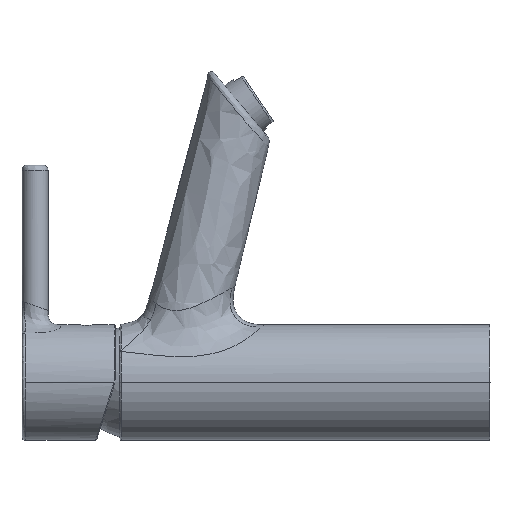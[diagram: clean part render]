
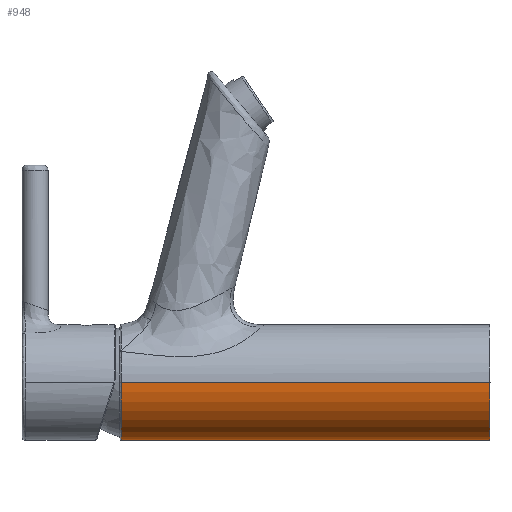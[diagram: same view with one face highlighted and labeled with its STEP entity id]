
A CAD part, left-side view. The second image highlights one B-rep face of the part: STEP entity #948.
In plain terms, the highlighted cylindrical face has radius 23.25 mm (diameter 46.5 mm), a partial arc.
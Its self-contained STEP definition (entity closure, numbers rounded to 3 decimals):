
#215 = EDGE_LOOP ( 'NONE', ( #8373, #3137, #1811, #8462 ) ) ;
#439 = CARTESIAN_POINT ( 'NONE',  ( 0., 143.5, 0. ) ) ;
#718 = AXIS2_PLACEMENT_3D ( 'NONE', #439, #1950, #8915 ) ;
#925 = DIRECTION ( 'NONE',  ( 0., 1., 0. ) ) ;
#948 = ADVANCED_FACE ( 'NONE', ( #5148 ), #2828, .T. ) ;
#1377 = VERTEX_POINT ( 'NONE', #7606 ) ;
#1685 = VERTEX_POINT ( 'NONE', #6234 ) ;
#1811 = ORIENTED_EDGE ( 'NONE', *, *, #2132, .T. ) ;
#1898 = CARTESIAN_POINT ( 'NONE',  ( 0., 72., 0. ) ) ;
#1950 = DIRECTION ( 'NONE',  ( 0., -1., 0. ) ) ;
#1988 = VERTEX_POINT ( 'NONE', #5750 ) ;
#2132 = EDGE_CURVE ( 'NONE', #2368, #1377, #6370, .T. ) ;
#2368 = VERTEX_POINT ( 'NONE', #9708 ) ;
#2448 = AXIS2_PLACEMENT_3D ( 'NONE', #1898, #6537, #5690 ) ;
#2828 = CYLINDRICAL_SURFACE ( 'NONE', #2448, 23.25 ) ;
#2971 = DIRECTION ( 'NONE',  ( 0., 1., 0. ) ) ;
#3137 = ORIENTED_EDGE ( 'NONE', *, *, #3484, .T. ) ;
#3249 = DIRECTION ( 'NONE',  ( 0., 1., 0. ) ) ;
#3484 = EDGE_CURVE ( 'NONE', #1988, #2368, #8931, .T. ) ;
#3756 = DIRECTION ( 'NONE',  ( 1., 0., 0. ) ) ;
#4775 = CARTESIAN_POINT ( 'NONE',  ( -23.25, 72., 0. ) ) ;
#5148 = FACE_OUTER_BOUND ( 'NONE', #215, .T. ) ;
#5387 = EDGE_CURVE ( 'NONE', #1685, #1377, #7576, .T. ) ;
#5690 = DIRECTION ( 'NONE',  ( 1., 0., 0. ) ) ;
#5739 = VECTOR ( 'NONE', #925, 1000. ) ;
#5750 = CARTESIAN_POINT ( 'NONE',  ( -23.25, -5., 0. ) ) ;
#6234 = CARTESIAN_POINT ( 'NONE',  ( 23.25, -5., 0. ) ) ;
#6370 = CIRCLE ( 'NONE', #718, 23.25 ) ;
#6489 = EDGE_CURVE ( 'NONE', #1685, #1988, #6821, .T. ) ;
#6537 = DIRECTION ( 'NONE',  ( 0., 1., 0. ) ) ;
#6599 = VECTOR ( 'NONE', #3249, 1000. ) ;
#6821 = CIRCLE ( 'NONE', #9463, 23.25 ) ;
#7576 = LINE ( 'NONE', #9563, #5739 ) ;
#7606 = CARTESIAN_POINT ( 'NONE',  ( 23.25, 143.5, 0. ) ) ;
#7644 = CARTESIAN_POINT ( 'NONE',  ( 0., -5., 0. ) ) ;
#8373 = ORIENTED_EDGE ( 'NONE', *, *, #6489, .T. ) ;
#8462 = ORIENTED_EDGE ( 'NONE', *, *, #5387, .F. ) ;
#8915 = DIRECTION ( 'NONE',  ( 1., 0., 0. ) ) ;
#8931 = LINE ( 'NONE', #4775, #6599 ) ;
#9463 = AXIS2_PLACEMENT_3D ( 'NONE', #7644, #2971, #3756 ) ;
#9563 = CARTESIAN_POINT ( 'NONE',  ( 23.25, 72., 0. ) ) ;
#9708 = CARTESIAN_POINT ( 'NONE',  ( -23.25, 143.5, 0. ) ) ;
